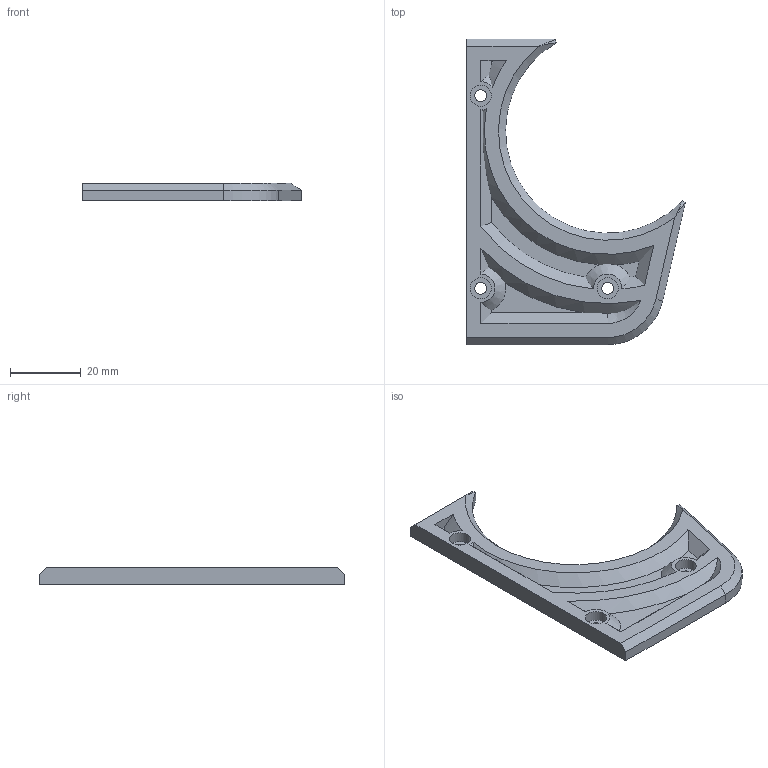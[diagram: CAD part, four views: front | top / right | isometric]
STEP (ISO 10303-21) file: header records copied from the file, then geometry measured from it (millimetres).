
FILE_DESCRIPTION(/* description */ (''),/* implementation_level */ '2;1');
FILE_NAME(/* name */ 'shell2.stp',/* time_stamp */ '2022-05-02T15:56:44+02:00',/* author */ ('ruben'),/* organization */ (''),/* preprocessor_version */ 'ST-DEVELOPER v18.1',/* originating_system */ 'Autodesk Inventor 2022',/* authorisation */ '');
FILE_SCHEMA (('AUTOMOTIVE_DESIGN { 1 0 10303 214 3 1 1 }'));
Length unit declared in the file: millimetre
Products named in the file (1): Axis
Bounding box: 62.01 x 86.6 x 5 mm (x, y, z)
Volume: 11102.4 mm3; surface area: 7179 mm2
Topology: 1 solids, 1 shells, 47 faces, 109 edges, 70 vertices
Faces by surface type: plane 27, cone 12, cylinder 8
Full cylindrical faces by diameter (mm): 3.4 x3, 6 x3
Entity records: 1416 total; most frequent: CARTESIAN_POINT 299, DIRECTION 225, ORIENTED_EDGE 218, EDGE_CURVE 109, AXIS2_PLACEMENT_3D 87, VERTEX_POINT 70, EDGE_LOOP 59, LINE 51
